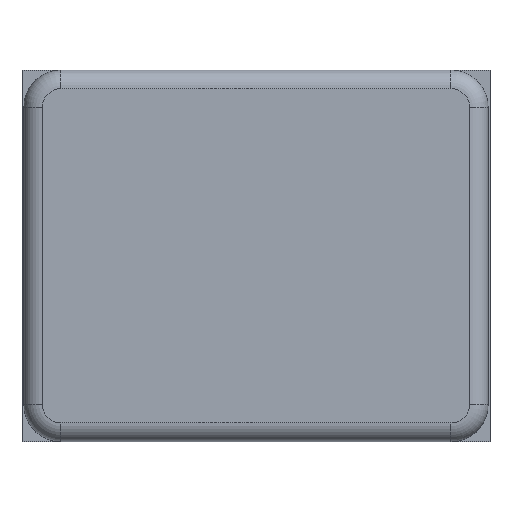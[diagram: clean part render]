
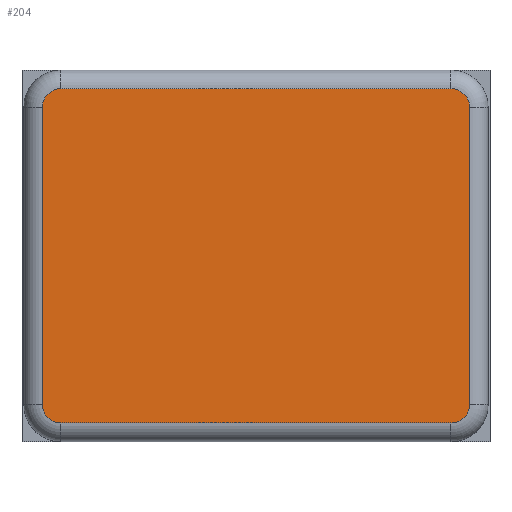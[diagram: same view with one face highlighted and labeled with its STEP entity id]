
A CAD part, top view. The second image highlights one B-rep face of the part: STEP entity #204.
In plain terms, the highlighted planar face has unit normal (0, 0, 1).
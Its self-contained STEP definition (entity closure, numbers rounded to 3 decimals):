
#13=DIRECTION('',(0.,0.,1.));
#36=DIRECTION('',(0.,-1.,0.));
#46=VECTOR('',#47,1.);
#47=DIRECTION('',(0.,1.,0.));
#51=DIRECTION('',(1.,0.,0.));
#62=DIRECTION('',(-1.,0.,0.));
#74=DIRECTION('',(-0.,-0.,-1.));
#83=VERTEX_POINT('',#84);
#84=CARTESIAN_POINT('',(-1.15,-0.8,1.));
#90=EDGE_CURVE('',#83,#91,#93,.T.);
#91=VERTEX_POINT('',#92);
#92=CARTESIAN_POINT('',(-1.15,0.8,1.));
#93=LINE('',#84,#46);
#123=DIRECTION('',(0.,0.,-1.));
#135=VECTOR('',#51,1.);
#152=VERTEX_POINT('',#153);
#153=CARTESIAN_POINT('',(-1.05,-0.9,1.));
#157=ORIENTED_EDGE('',*,*,#158,.F.);
#158=EDGE_CURVE('',#152,#83,#159,.T.);
#159=CIRCLE('',#160,0.1);
#160=AXIS2_PLACEMENT_3D('',#161,#74,#36);
#161=CARTESIAN_POINT('',(-1.05,-0.8,1.));
#176=VECTOR('',#177,1.);
#177=DIRECTION('',(-1.,-0.,-0.));
#204=ADVANCED_FACE('',(#205),#244,.T.);
#205=FACE_BOUND('',#206,.T.);
#206=EDGE_LOOP('',(#207,#157,#208,#213,#220,#227,#234,#239));
#207=ORIENTED_EDGE('',*,*,#90,.F.);
#208=ORIENTED_EDGE('',*,*,#209,.F.);
#209=EDGE_CURVE('',#210,#152,#212,.T.);
#210=VERTEX_POINT('',#211);
#211=CARTESIAN_POINT('',(1.05,-0.9,1.));
#212=LINE('',#211,#176);
#213=ORIENTED_EDGE('',*,*,#214,.F.);
#214=EDGE_CURVE('',#215,#210,#217,.T.);
#215=VERTEX_POINT('',#216);
#216=CARTESIAN_POINT('',(1.15,-0.8,1.));
#217=CIRCLE('',#218,0.1);
#218=AXIS2_PLACEMENT_3D('',#219,#123,#51);
#219=CARTESIAN_POINT('',(1.05,-0.8,1.));
#220=ORIENTED_EDGE('',*,*,#221,.F.);
#221=EDGE_CURVE('',#222,#215,#224,.T.);
#222=VERTEX_POINT('',#223);
#223=CARTESIAN_POINT('',(1.15,0.8,1.));
#224=LINE('',#223,#225);
#225=VECTOR('',#226,1.);
#226=DIRECTION('',(-0.,-1.,-0.));
#227=ORIENTED_EDGE('',*,*,#228,.F.);
#228=EDGE_CURVE('',#229,#222,#231,.T.);
#229=VERTEX_POINT('',#230);
#230=CARTESIAN_POINT('',(1.05,0.9,1.));
#231=CIRCLE('',#232,0.1);
#232=AXIS2_PLACEMENT_3D('',#233,#123,#47);
#233=CARTESIAN_POINT('',(1.05,0.8,1.));
#234=ORIENTED_EDGE('',*,*,#235,.F.);
#235=EDGE_CURVE('',#236,#229,#238,.T.);
#236=VERTEX_POINT('',#237);
#237=CARTESIAN_POINT('',(-1.05,0.9,1.));
#238=LINE('',#237,#135);
#239=ORIENTED_EDGE('',*,*,#240,.F.);
#240=EDGE_CURVE('',#91,#236,#241,.T.);
#241=CIRCLE('',#242,0.1);
#242=AXIS2_PLACEMENT_3D('',#243,#123,#62);
#243=CARTESIAN_POINT('',(-1.05,0.8,1.));
#244=PLANE('',#245);
#245=AXIS2_PLACEMENT_3D('',#246,#13,#51);
#246=CARTESIAN_POINT('',(-1.25,-1.,1.));
